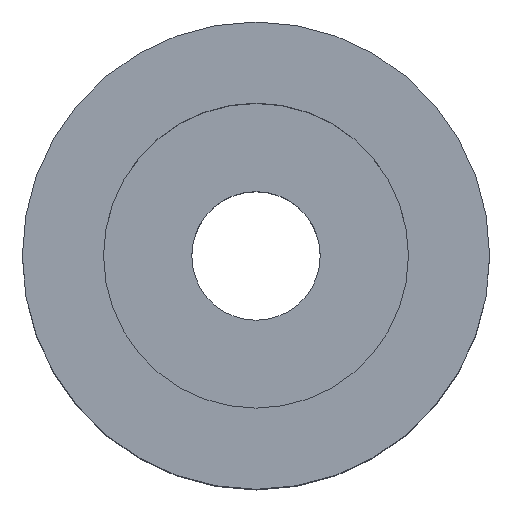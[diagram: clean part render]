
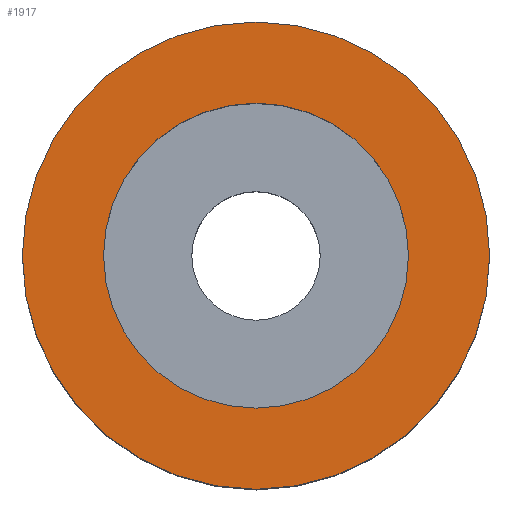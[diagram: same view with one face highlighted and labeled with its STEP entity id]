
A CAD part, top view. The second image highlights one B-rep face of the part: STEP entity #1917.
In plain terms, the highlighted planar face has unit normal (0, 0, 1).
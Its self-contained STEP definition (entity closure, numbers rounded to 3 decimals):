
#24=FACE_BOUND('',#214,.T.);
#34=PLANE('',#2144);
#97=FACE_OUTER_BOUND('',#213,.T.);
#213=EDGE_LOOP('',(#1492));
#214=EDGE_LOOP('',(#1493));
#677=CIRCLE('',#2028,13.05);
#778=CIRCLE('',#2143,20.);
#783=VERTEX_POINT('',#2861);
#972=VERTEX_POINT('',#3259);
#979=EDGE_CURVE('',#783,#783,#677,.T.);
#1174=EDGE_CURVE('',#972,#972,#778,.T.);
#1492=ORIENTED_EDGE('',*,*,#1174,.T.);
#1493=ORIENTED_EDGE('',*,*,#979,.T.);
#1917=ADVANCED_FACE('',(#97,#24),#34,.T.);
#2028=AXIS2_PLACEMENT_3D('',#2862,#2253,#2254);
#2143=AXIS2_PLACEMENT_3D('',#3260,#2577,#2578);
#2144=AXIS2_PLACEMENT_3D('',#3262,#2580,#2581);
#2253=DIRECTION('center_axis',(0.,0.,-1.));
#2254=DIRECTION('ref_axis',(-1.,0.,0.));
#2577=DIRECTION('center_axis',(0.,0.,1.));
#2578=DIRECTION('ref_axis',(-1.,0.,0.));
#2580=DIRECTION('center_axis',(0.,0.,1.));
#2581=DIRECTION('ref_axis',(-1.,0.,0.));
#2861=CARTESIAN_POINT('',(13.05,0.,12.));
#2862=CARTESIAN_POINT('Origin',(0.,0.,12.));
#3259=CARTESIAN_POINT('',(20.,0.,12.));
#3260=CARTESIAN_POINT('Origin',(0.,0.,12.));
#3262=CARTESIAN_POINT('Origin',(0.,0.,12.));
